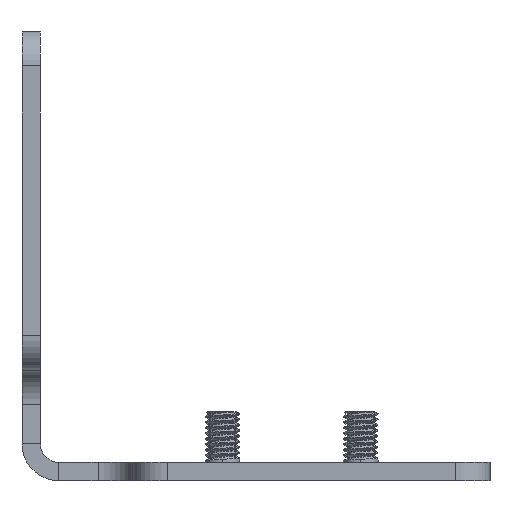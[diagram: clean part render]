
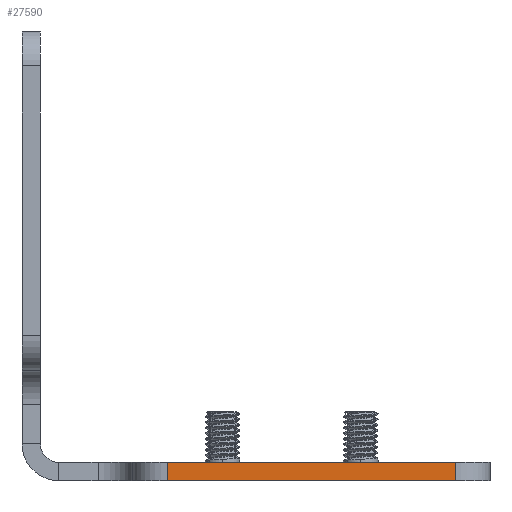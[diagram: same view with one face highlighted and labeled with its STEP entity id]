
A CAD part, front view. The second image highlights one B-rep face of the part: STEP entity #27590.
In plain terms, the highlighted planar face has unit normal (0, -1, 0).
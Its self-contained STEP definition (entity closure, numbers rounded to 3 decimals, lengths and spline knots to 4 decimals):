
#967=DIRECTION('',(0.,0.,-1.));
#968=VECTOR('',#967,0.1047);
#969=CARTESIAN_POINT('',(0.8268,0.,0.));
#970=LINE('',#969,#968);
#971=DIRECTION('',(-1.,0.,0.));
#972=VECTOR('',#971,1.6417);
#973=CARTESIAN_POINT('',(2.4685,0.,0.));
#974=LINE('',#973,#972);
#975=DIRECTION('',(0.,0.,-1.));
#976=VECTOR('',#975,0.1047);
#977=CARTESIAN_POINT('',(2.4685,0.,0.));
#978=LINE('',#977,#976);
#979=DIRECTION('',(-1.,0.,0.));
#980=VECTOR('',#979,1.6417);
#981=CARTESIAN_POINT('',(2.4685,0.,-0.1047));
#982=LINE('',#981,#980);
#26003=CARTESIAN_POINT('',(0.8268,0.,-0.1047));
#26005=VERTEX_POINT('',#26003);
#26009=CARTESIAN_POINT('',(0.8268,0.,0.));
#26010=VERTEX_POINT('',#26009);
#26012=CARTESIAN_POINT('',(2.4685,0.,-0.1047));
#26014=VERTEX_POINT('',#26012);
#26015=CARTESIAN_POINT('',(2.4685,0.,0.));
#26016=VERTEX_POINT('',#26015);
#27578=CARTESIAN_POINT('',(1.4374,0.,-0.0524));
#27579=DIRECTION('',(0.,-1.,0.));
#27580=DIRECTION('',(-1.,0.,0.));
#27581=AXIS2_PLACEMENT_3D('',#27578,#27579,#27580);
#27582=PLANE('',#27581);
#27584=ORIENTED_EDGE('',*,*,#27583,.F.);
#27585=ORIENTED_EDGE('',*,*,#27262,.F.);
#27586=ORIENTED_EDGE('',*,*,#27571,.T.);
#27587=ORIENTED_EDGE('',*,*,#26950,.T.);
#27588=EDGE_LOOP('',(#27584,#27585,#27586,#27587));
#27589=FACE_OUTER_BOUND('',#27588,.F.);
#27590=ADVANCED_FACE('',(#27589),#27582,.T.);
#26950=EDGE_CURVE('',#26014,#26005,#982,.T.);
#27262=EDGE_CURVE('',#26016,#26010,#974,.T.);
#27571=EDGE_CURVE('',#26016,#26014,#978,.T.);
#27583=EDGE_CURVE('',#26010,#26005,#970,.T.);
